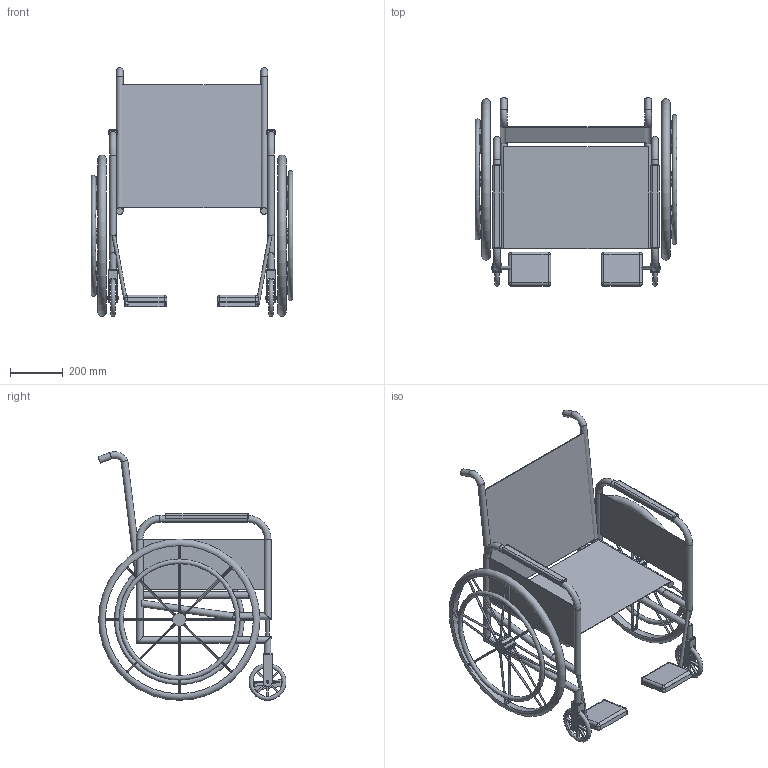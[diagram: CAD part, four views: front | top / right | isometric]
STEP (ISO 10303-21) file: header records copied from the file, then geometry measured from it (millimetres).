
FILE_DESCRIPTION(('FreeCAD Model'),'2;1');
FILE_NAME('Open CASCADE Shape Model','2025-04-29T19:09:03',('FreeCAD'),( 'FreeCAD'),'Open CASCADE STEP processor 7.6','FreeCAD','Unknown');
FILE_SCHEMA(('AUTOMOTIVE_DESIGN { 1 0 10303 214 1 1 1 1 }'));
Length unit declared in the file: millimetre
Products named in the file (1): Open CASCADE STEP translator 7.6 1
Bounding box: 762.3 x 710.52 x 939.84 mm (x, y, z)
Volume: 6726877.6 mm3; surface area: 2863799.8 mm2
Topology: 42 solids, 64 shells, 914 faces, 2202 edges, 1318 vertices
Faces by surface type: plane 400, cylinder 346, torus 152, sphere 16
Full cylindrical faces by diameter (mm): 10 x4, 12.7 x2, 25.4 x20, 50.8 x2, 109.257 x2, 559.696 x2
Entity records: 27132 total; most frequent: CARTESIAN_POINT 5943, DIRECTION 4642, ORIENTED_EDGE 4300, EDGE_CURVE 2186, AXIS2_PLACEMENT_3D 1761, VERTEX_POINT 1318, LINE 1120, VECTOR 1120
